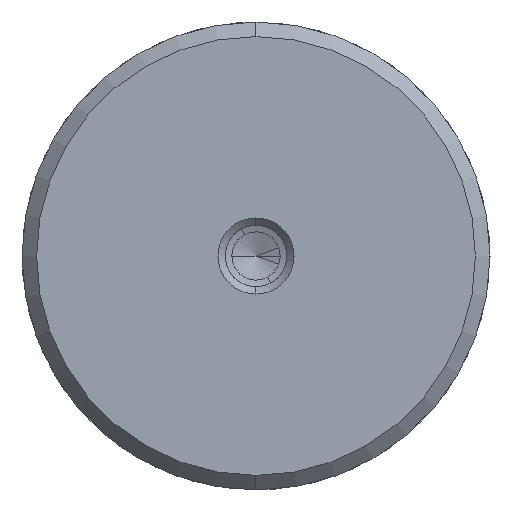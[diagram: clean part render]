
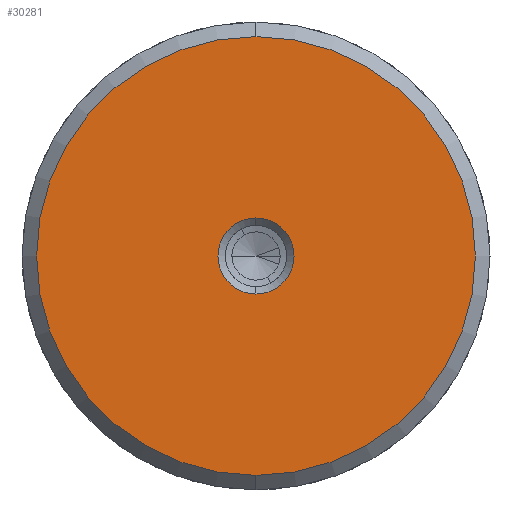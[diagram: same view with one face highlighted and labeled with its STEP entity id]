
A CAD part, left-side view. The second image highlights one B-rep face of the part: STEP entity #30281.
In plain terms, the highlighted planar face has unit normal (-1, 0, 0).
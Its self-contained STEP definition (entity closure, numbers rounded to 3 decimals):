
#127 = DIRECTION ( 'NONE',  ( -1., 0., 0. ) ) ;
#658 = AXIS2_PLACEMENT_3D ( 'NONE', #12539, #29583, #15014 ) ;
#1135 = CARTESIAN_POINT ( 'NONE',  ( 0., 0., -2.6 ) ) ;
#2093 = VERTEX_POINT ( 'NONE', #1135 ) ;
#3645 = AXIS2_PLACEMENT_3D ( 'NONE', #26438, #31413, #16873 ) ;
#4063 = CIRCLE ( 'NONE', #8897, 2.6 ) ;
#4577 = VERTEX_POINT ( 'NONE', #12120 ) ;
#4789 = ORIENTED_EDGE ( 'NONE', *, *, #15968, .T. ) ;
#5527 = FACE_OUTER_BOUND ( 'NONE', #13931, .T. ) ;
#6521 = CARTESIAN_POINT ( 'NONE',  ( 0., 0., 0. ) ) ;
#8096 = CARTESIAN_POINT ( 'NONE',  ( 0., 0., 0. ) ) ;
#8897 = AXIS2_PLACEMENT_3D ( 'NONE', #6521, #23633, #8983 ) ;
#8983 = DIRECTION ( 'NONE',  ( 0., 0., 1. ) ) ;
#9438 = PLANE ( 'NONE',  #3645 ) ;
#9453 = CARTESIAN_POINT ( 'NONE',  ( 0., 0., 2.6 ) ) ;
#9927 = ORIENTED_EDGE ( 'NONE', *, *, #23622, .F. ) ;
#10559 = DIRECTION ( 'NONE',  ( 0., 0., 1. ) ) ;
#11908 = CIRCLE ( 'NONE', #25735, 15. ) ;
#12120 = CARTESIAN_POINT ( 'NONE',  ( 0., 0., -15. ) ) ;
#12144 = VERTEX_POINT ( 'NONE', #28310 ) ;
#12539 = CARTESIAN_POINT ( 'NONE',  ( 0., 0., 0. ) ) ;
#13120 = ORIENTED_EDGE ( 'NONE', *, *, #26129, .F. ) ;
#13931 = EDGE_LOOP ( 'NONE', ( #4789, #21188 ) ) ;
#14809 = CARTESIAN_POINT ( 'NONE',  ( 0., 0., 0. ) ) ;
#15014 = DIRECTION ( 'NONE',  ( 0., 0., 1. ) ) ;
#15203 = EDGE_CURVE ( 'NONE', #12144, #4577, #11908, .T. ) ;
#15968 = EDGE_CURVE ( 'NONE', #4577, #12144, #30557, .T. ) ;
#16873 = DIRECTION ( 'NONE',  ( 0., 0., -1. ) ) ;
#17310 = DIRECTION ( 'NONE',  ( 0., 0., 1. ) ) ;
#17414 = AXIS2_PLACEMENT_3D ( 'NONE', #8096, #25209, #10559 ) ;
#17534 = EDGE_LOOP ( 'NONE', ( #13120, #9927 ) ) ;
#20650 = CIRCLE ( 'NONE', #658, 2.6 ) ;
#21188 = ORIENTED_EDGE ( 'NONE', *, *, #15203, .T. ) ;
#23622 = EDGE_CURVE ( 'NONE', #2093, #25600, #20650, .T. ) ;
#23633 = DIRECTION ( 'NONE',  ( -1., 0., 0. ) ) ;
#25209 = DIRECTION ( 'NONE',  ( -1., 0., 0. ) ) ;
#25600 = VERTEX_POINT ( 'NONE', #9453 ) ;
#25735 = AXIS2_PLACEMENT_3D ( 'NONE', #14809, #127, #17310 ) ;
#26129 = EDGE_CURVE ( 'NONE', #25600, #2093, #4063, .T. ) ;
#26438 = CARTESIAN_POINT ( 'NONE',  ( 0., 2.6, 0. ) ) ;
#28310 = CARTESIAN_POINT ( 'NONE',  ( 0., 0., 15. ) ) ;
#29583 = DIRECTION ( 'NONE',  ( -1., 0., 0. ) ) ;
#30281 = ADVANCED_FACE ( 'NONE', ( #30756, #5527 ), #9438, .F. ) ;
#30557 = CIRCLE ( 'NONE', #17414, 15. ) ;
#30756 = FACE_BOUND ( 'NONE', #17534, .T. ) ;
#31413 = DIRECTION ( 'NONE',  ( 1., 0., 0. ) ) ;
